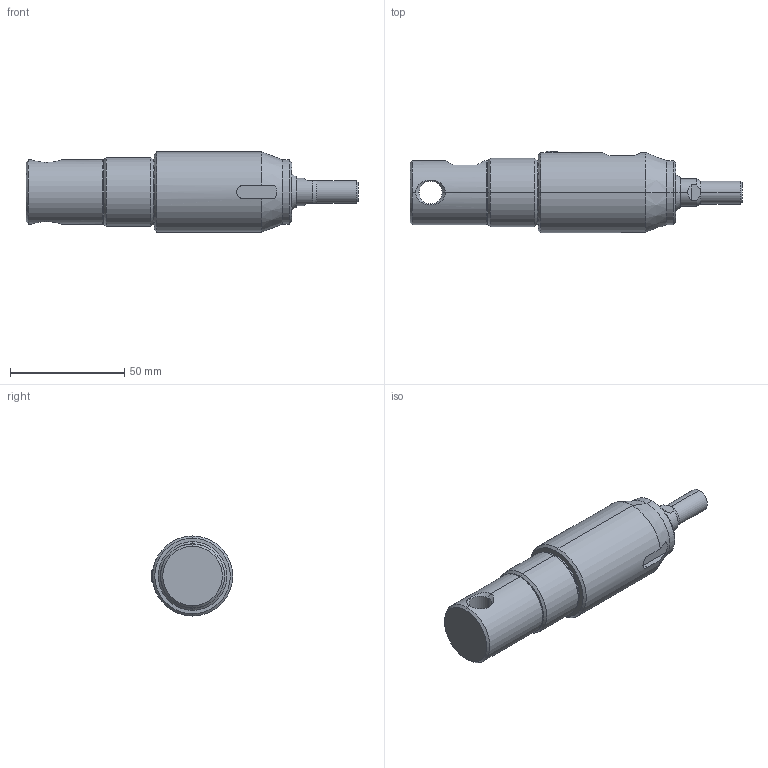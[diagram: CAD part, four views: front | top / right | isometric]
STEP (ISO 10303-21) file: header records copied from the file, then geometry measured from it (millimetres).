
FILE_DESCRIPTION (( 'STEP AP203' ), '1' );
FILE_NAME ('71220.25.STEP', '2014-09-01T13:42:13', ( '' ), ( '' ), 'SwSTEP 2.0', 'SolidWorks 2013', '' );
FILE_SCHEMA (( 'CONFIG_CONTROL_DESIGN' ));
Length unit declared in the file: millimetre
Products named in the file (1): 71220.25
Bounding box: 145 x 35.5 x 35 mm (x, y, z)
Surface area: 18356.8 mm2 (no closed solid volume)
Topology: 0 solids, 8 shells, 89 faces, 222 edges, 142 vertices
Faces by surface type: cone 30, cylinder 29, plane 28, torus 2
Entity records: 3225 total; most frequent: CARTESIAN_POINT 1033, DIRECTION 463, ORIENTED_EDGE 396, EDGE_CURVE 222, AXIS2_PLACEMENT_3D 182, VERTEX_POINT 142, EDGE_LOOP 102, LINE 99
